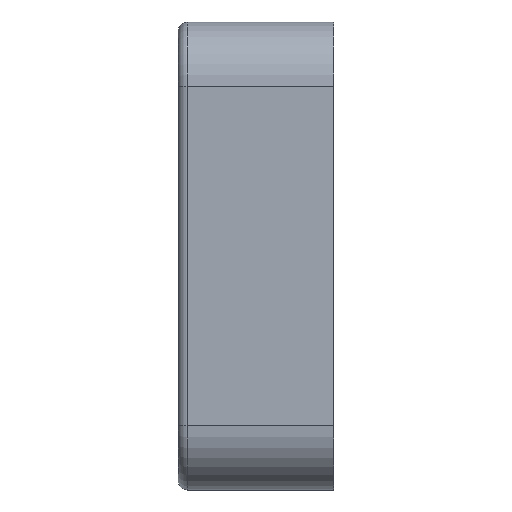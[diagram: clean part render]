
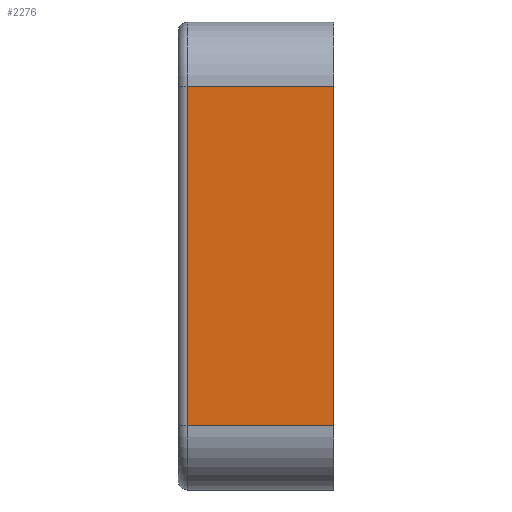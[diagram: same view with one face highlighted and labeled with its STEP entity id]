
A CAD part, left-side view. The second image highlights one B-rep face of the part: STEP entity #2276.
In plain terms, the highlighted planar face has unit normal (-1, 0, 0).
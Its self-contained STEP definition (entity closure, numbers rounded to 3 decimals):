
#154=PLANE('',#2451);
#237=FACE_OUTER_BOUND('',#368,.T.);
#368=EDGE_LOOP('',(#1634,#1635,#1636,#1637));
#494=LINE('',#3071,#720);
#506=LINE('',#3126,#732);
#507=LINE('',#3130,#733);
#508=LINE('',#3131,#734);
#720=VECTOR('',#2590,10.);
#732=VECTOR('',#2654,10.);
#733=VECTOR('',#2659,10.);
#734=VECTOR('',#2660,10.);
#995=VERTEX_POINT('',#3068);
#996=VERTEX_POINT('',#3070);
#1013=VERTEX_POINT('',#3125);
#1014=VERTEX_POINT('',#3129);
#1227=EDGE_CURVE('',#995,#996,#494,.T.);
#1255=EDGE_CURVE('',#1013,#996,#506,.T.);
#1257=EDGE_CURVE('',#1014,#995,#507,.T.);
#1258=EDGE_CURVE('',#1013,#1014,#508,.T.);
#1634=ORIENTED_EDGE('',*,*,#1227,.F.);
#1635=ORIENTED_EDGE('',*,*,#1257,.F.);
#1636=ORIENTED_EDGE('',*,*,#1258,.F.);
#1637=ORIENTED_EDGE('',*,*,#1255,.T.);
#2276=ADVANCED_FACE('',(#237),#154,.T.);
#2451=AXIS2_PLACEMENT_3D('',#3128,#2657,#2658);
#2590=DIRECTION('',(0.,0.,1.));
#2654=DIRECTION('',(0.,1.,0.));
#2657=DIRECTION('center_axis',(-1.,0.,0.));
#2658=DIRECTION('ref_axis',(0.,0.,-1.));
#2659=DIRECTION('',(0.,1.,0.));
#2660=DIRECTION('',(0.,0.,-1.));
#3068=CARTESIAN_POINT('',(-27.1,1.7,-9.5));
#3070=CARTESIAN_POINT('',(-27.1,1.7,9.5));
#3071=CARTESIAN_POINT('',(-27.1,1.7,4.75));
#3125=CARTESIAN_POINT('',(-27.1,-6.5,9.5));
#3126=CARTESIAN_POINT('',(-27.1,0.,9.5));
#3128=CARTESIAN_POINT('Origin',(-27.1,0.,9.5));
#3129=CARTESIAN_POINT('',(-27.1,-6.5,-9.5));
#3130=CARTESIAN_POINT('',(-27.1,0.,-9.5));
#3131=CARTESIAN_POINT('',(-27.1,-6.5,-9.5));
